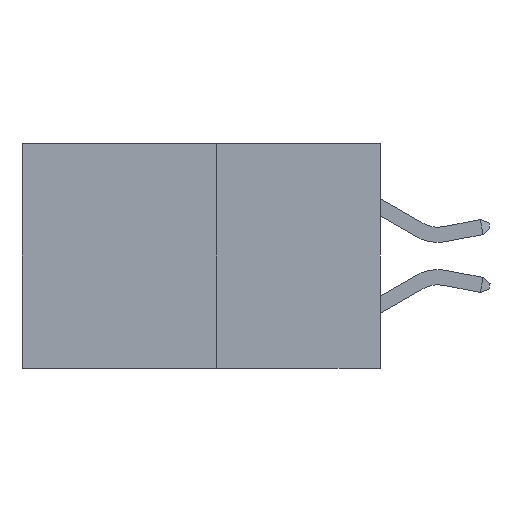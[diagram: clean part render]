
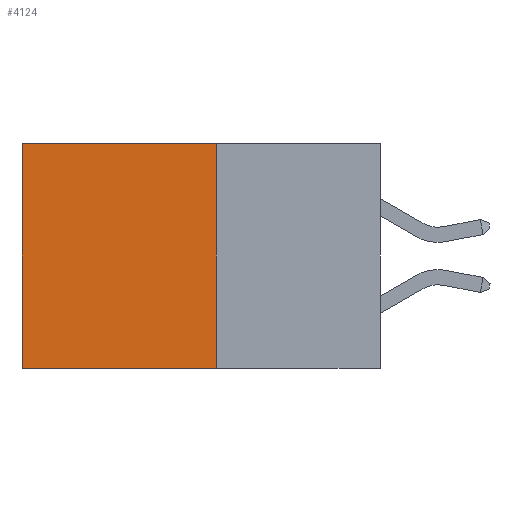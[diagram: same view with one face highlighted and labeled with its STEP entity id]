
A CAD part, left-side view. The second image highlights one B-rep face of the part: STEP entity #4124.
In plain terms, the highlighted planar face has unit normal (-1, 0, 0).
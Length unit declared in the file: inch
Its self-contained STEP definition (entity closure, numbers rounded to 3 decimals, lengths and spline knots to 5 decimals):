
#226 = CARTESIAN_POINT ( 'NONE',  ( 0.277, 0.27, -0.37 ) ) ;
#272 = LINE ( 'NONE', #5602, #8509 ) ;
#535 = EDGE_CURVE ( 'NONE', #7883, #6777, #4795, .T. ) ;
#1025 = ORIENTED_EDGE ( 'NONE', *, *, #8956, .T. ) ;
#1594 = LINE ( 'NONE', #8948, #5676 ) ;
#2038 = DIRECTION ( 'NONE',  ( 0., 0., -1. ) ) ;
#2435 = CARTESIAN_POINT ( 'NONE',  ( 0.277, 0.27, -0.37 ) ) ;
#2711 = VECTOR ( 'NONE', #2038, 39.37008 ) ;
#2965 = CARTESIAN_POINT ( 'NONE',  ( 0.277, 0.59, 0. ) ) ;
#3642 = EDGE_CURVE ( 'NONE', #6777, #6327, #1594, .T. ) ;
#4110 = CARTESIAN_POINT ( 'NONE',  ( 0.277, 0.27, 0. ) ) ;
#4124 = ADVANCED_FACE ( 'NONE', ( #9937 ), #8158, .F. ) ;
#4795 = LINE ( 'NONE', #226, #2711 ) ;
#5242 = ORIENTED_EDGE ( 'NONE', *, *, #535, .F. ) ;
#5476 = ORIENTED_EDGE ( 'NONE', *, *, #3642, .F. ) ;
#5602 = CARTESIAN_POINT ( 'NONE',  ( 0.277, 0.27, 0. ) ) ;
#5615 = DIRECTION ( 'NONE',  ( 0., 1., 0. ) ) ;
#5676 = VECTOR ( 'NONE', #7433, 39.37008 ) ;
#6327 = VERTEX_POINT ( 'NONE', #7882 ) ;
#6350 = VERTEX_POINT ( 'NONE', #2965 ) ;
#6409 = AXIS2_PLACEMENT_3D ( 'NONE', #9632, #8089, #6452 ) ;
#6452 = DIRECTION ( 'NONE',  ( 0., 0., -1. ) ) ;
#6777 = VERTEX_POINT ( 'NONE', #2435 ) ;
#6965 = EDGE_CURVE ( 'NONE', #7883, #6350, #272, .T. ) ;
#7433 = DIRECTION ( 'NONE',  ( 0., 1., 0. ) ) ;
#7610 = CARTESIAN_POINT ( 'NONE',  ( 0.277, 0.59, -0.37 ) ) ;
#7792 = EDGE_LOOP ( 'NONE', ( #1025, #5476, #5242, #8940 ) ) ;
#7882 = CARTESIAN_POINT ( 'NONE',  ( 0.277, 0.59, -0.37 ) ) ;
#7883 = VERTEX_POINT ( 'NONE', #4110 ) ;
#8089 = DIRECTION ( 'NONE',  ( 1., 0., 0. ) ) ;
#8158 = PLANE ( 'NONE',  #6409 ) ;
#8497 = LINE ( 'NONE', #7610, #10021 ) ;
#8509 = VECTOR ( 'NONE', #5615, 39.37008 ) ;
#8722 = DIRECTION ( 'NONE',  ( 0., 0., -1. ) ) ;
#8940 = ORIENTED_EDGE ( 'NONE', *, *, #6965, .T. ) ;
#8948 = CARTESIAN_POINT ( 'NONE',  ( 0.277, 0.27, -0.37 ) ) ;
#8956 = EDGE_CURVE ( 'NONE', #6350, #6327, #8497, .T. ) ;
#9632 = CARTESIAN_POINT ( 'NONE',  ( 0.277, 0.27, -0.37 ) ) ;
#9937 = FACE_OUTER_BOUND ( 'NONE', #7792, .T. ) ;
#10021 = VECTOR ( 'NONE', #8722, 39.37008 ) ;
